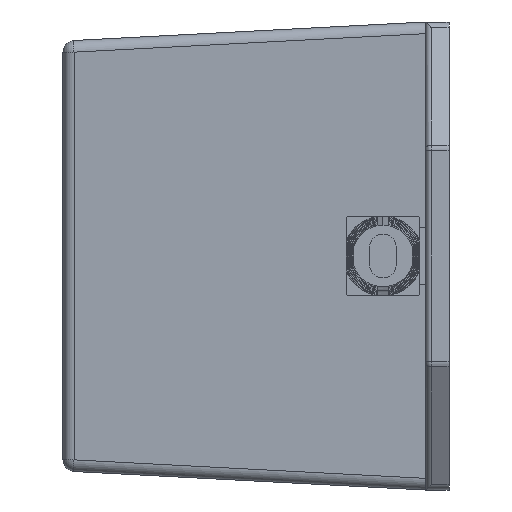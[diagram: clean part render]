
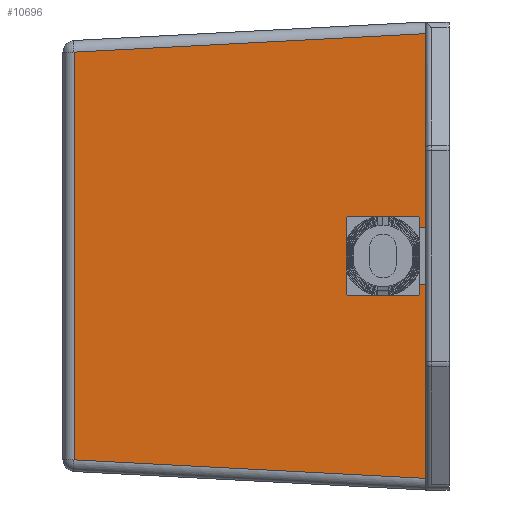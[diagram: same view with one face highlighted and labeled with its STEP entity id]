
A CAD part, left-side view. The second image highlights one B-rep face of the part: STEP entity #10696.
In plain terms, the highlighted planar face has unit normal (-0.999, 0.052, 0).
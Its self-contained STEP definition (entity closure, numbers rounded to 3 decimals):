
#199 = VERTEX_POINT ( 'NONE', #9866 ) ;
#262 = DIRECTION ( 'NONE',  ( 0.052, 0.999, 0. ) ) ;
#657 = CARTESIAN_POINT ( 'NONE',  ( -60.75, 0., 4.9 ) ) ;
#881 = ORIENTED_EDGE ( 'NONE', *, *, #9136, .T. ) ;
#882 = EDGE_CURVE ( 'NONE', #3019, #6374, #5199, .T. ) ;
#1124 = CARTESIAN_POINT ( 'NONE',  ( -60.75, 0., -4.9 ) ) ;
#1431 = CARTESIAN_POINT ( 'NONE',  ( -60.537, 4.066, 37.79 ) ) ;
#1638 = EDGE_CURVE ( 'NONE', #6374, #199, #9530, .T. ) ;
#1693 = FACE_OUTER_BOUND ( 'NONE', #2092, .T. ) ;
#1784 = CARTESIAN_POINT ( 'NONE',  ( -60.75, 0., 38.003 ) ) ;
#1845 = CARTESIAN_POINT ( 'NONE',  ( -60.75, 0., -40. ) ) ;
#1861 = VERTEX_POINT ( 'NONE', #4472 ) ;
#2092 = EDGE_LOOP ( 'NONE', ( #8633, #4743, #5580, #3109, #881, #4324, #9344, #8091 ) ) ;
#2127 = LINE ( 'NONE', #657, #11369 ) ;
#2528 = CARTESIAN_POINT ( 'NONE',  ( -60.755, -0.104, -38.008 ) ) ;
#3019 = VERTEX_POINT ( 'NONE', #8776 ) ;
#3109 = ORIENTED_EDGE ( 'NONE', *, *, #6867, .T. ) ;
#3208 = LINE ( 'NONE', #1431, #7719 ) ;
#3551 = DIRECTION ( 'NONE',  ( 0., 0., 1. ) ) ;
#3621 = PLANE ( 'NONE',  #6415 ) ;
#4034 = CARTESIAN_POINT ( 'NONE',  ( -60.75, 0., 4.9 ) ) ;
#4051 = VERTEX_POINT ( 'NONE', #4034 ) ;
#4299 = DIRECTION ( 'NONE',  ( 0.052, 0.997, -0.052 ) ) ;
#4324 = ORIENTED_EDGE ( 'NONE', *, *, #11035, .T. ) ;
#4472 = CARTESIAN_POINT ( 'NONE',  ( -60.037, 13.6, 4.9 ) ) ;
#4580 = DIRECTION ( 'NONE',  ( -0.052, -0.999, 0. ) ) ;
#4739 = EDGE_CURVE ( 'NONE', #1861, #4051, #2127, .T. ) ;
#4743 = ORIENTED_EDGE ( 'NONE', *, *, #4739, .T. ) ;
#5041 = VECTOR ( 'NONE', #262, 1000. ) ;
#5188 = DIRECTION ( 'NONE',  ( -0.052, -0.997, -0.052 ) ) ;
#5199 = LINE ( 'NONE', #7209, #9817 ) ;
#5459 = LINE ( 'NONE', #6629, #5876 ) ;
#5496 = CARTESIAN_POINT ( 'NONE',  ( -60.75, 0., -40. ) ) ;
#5580 = ORIENTED_EDGE ( 'NONE', *, *, #7124, .T. ) ;
#5876 = VECTOR ( 'NONE', #7637, 1000. ) ;
#6195 = DIRECTION ( 'NONE',  ( -0.052, -0.999, 0. ) ) ;
#6290 = VERTEX_POINT ( 'NONE', #9399 ) ;
#6374 = VERTEX_POINT ( 'NONE', #6756 ) ;
#6415 = AXIS2_PLACEMENT_3D ( 'NONE', #1845, #9959, #4580 ) ;
#6478 = LINE ( 'NONE', #5496, #7139 ) ;
#6591 = CARTESIAN_POINT ( 'NONE',  ( -57.6, 60.105, -36.751 ) ) ;
#6629 = CARTESIAN_POINT ( 'NONE',  ( -60.037, 13.6, -40. ) ) ;
#6756 = CARTESIAN_POINT ( 'NONE',  ( -60.75, 0., -4.9 ) ) ;
#6867 = EDGE_CURVE ( 'NONE', #8179, #8486, #3208, .T. ) ;
#7124 = EDGE_CURVE ( 'NONE', #4051, #8179, #6478, .T. ) ;
#7139 = VECTOR ( 'NONE', #10803, 1000. ) ;
#7209 = CARTESIAN_POINT ( 'NONE',  ( -60.75, 0., -40. ) ) ;
#7637 = DIRECTION ( 'NONE',  ( 0., 0., -1. ) ) ;
#7719 = VECTOR ( 'NONE', #4299, 1000. ) ;
#8091 = ORIENTED_EDGE ( 'NONE', *, *, #1638, .T. ) ;
#8179 = VERTEX_POINT ( 'NONE', #1784 ) ;
#8262 = DIRECTION ( 'NONE',  ( 0., 0., -1. ) ) ;
#8367 = EDGE_CURVE ( 'NONE', #1861, #199, #5459, .T. ) ;
#8486 = VERTEX_POINT ( 'NONE', #9591 ) ;
#8633 = ORIENTED_EDGE ( 'NONE', *, *, #8367, .F. ) ;
#8776 = CARTESIAN_POINT ( 'NONE',  ( -60.75, 0., -38.003 ) ) ;
#9077 = VECTOR ( 'NONE', #8262, 1000. ) ;
#9124 = VECTOR ( 'NONE', #5188, 1000. ) ;
#9136 = EDGE_CURVE ( 'NONE', #8486, #6290, #11004, .T. ) ;
#9344 = ORIENTED_EDGE ( 'NONE', *, *, #882, .T. ) ;
#9399 = CARTESIAN_POINT ( 'NONE',  ( -57.6, 60.105, -34.853 ) ) ;
#9530 = LINE ( 'NONE', #1124, #5041 ) ;
#9591 = CARTESIAN_POINT ( 'NONE',  ( -57.6, 60.105, 34.853 ) ) ;
#9817 = VECTOR ( 'NONE', #3551, 1000. ) ;
#9866 = CARTESIAN_POINT ( 'NONE',  ( -60.037, 13.6, -4.9 ) ) ;
#9959 = DIRECTION ( 'NONE',  ( -0.999, 0.052, 0. ) ) ;
#10249 = LINE ( 'NONE', #2528, #9124 ) ;
#10696 = ADVANCED_FACE ( 'NONE', ( #1693 ), #3621, .T. ) ;
#10803 = DIRECTION ( 'NONE',  ( 0., 0., 1. ) ) ;
#11004 = LINE ( 'NONE', #6591, #9077 ) ;
#11035 = EDGE_CURVE ( 'NONE', #6290, #3019, #10249, .T. ) ;
#11369 = VECTOR ( 'NONE', #6195, 1000. ) ;
